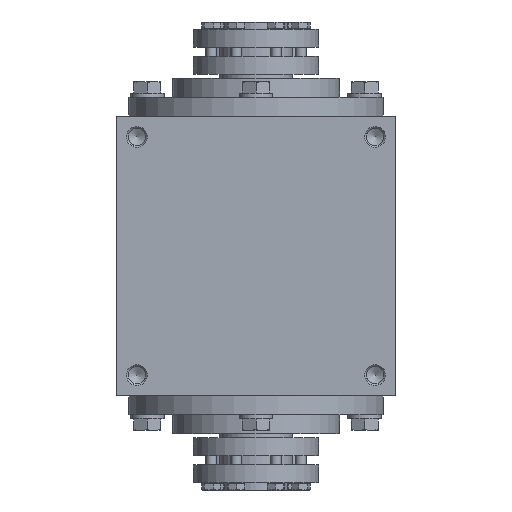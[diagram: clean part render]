
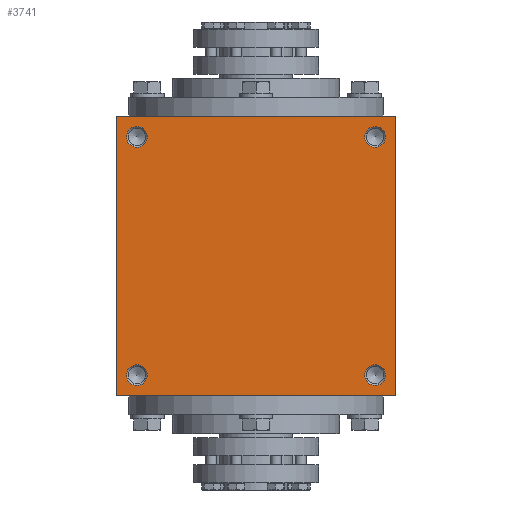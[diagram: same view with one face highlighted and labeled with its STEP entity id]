
A CAD part, left-side view. The second image highlights one B-rep face of the part: STEP entity #3741.
In plain terms, the highlighted face is planar.
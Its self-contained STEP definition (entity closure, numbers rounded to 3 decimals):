
#574=CIRCLE('',#5042,5.);
#575=CIRCLE('',#5043,5.);
#576=CIRCLE('',#5044,5.);
#577=CIRCLE('',#5045,5.);
#1344=ORIENTED_EDGE('',*,*,#1949,.F.);
#1345=ORIENTED_EDGE('',*,*,#1950,.T.);
#1346=ORIENTED_EDGE('',*,*,#1951,.F.);
#1347=ORIENTED_EDGE('',*,*,#1952,.T.);
#1348=ORIENTED_EDGE('',*,*,#1924,.F.);
#1349=ORIENTED_EDGE('',*,*,#1947,.F.);
#1350=ORIENTED_EDGE('',*,*,#1940,.F.);
#1351=ORIENTED_EDGE('',*,*,#1932,.F.);
#1924=EDGE_CURVE('',#2270,#2271,#2465,.T.);
#1932=EDGE_CURVE('',#2271,#2278,#2469,.T.);
#1940=EDGE_CURVE('',#2278,#2285,#2472,.T.);
#1947=EDGE_CURVE('',#2285,#2270,#2475,.T.);
#1949=EDGE_CURVE('',#2291,#2291,#574,.T.);
#1950=EDGE_CURVE('',#2292,#2292,#575,.T.);
#1951=EDGE_CURVE('',#2293,#2293,#576,.T.);
#1952=EDGE_CURVE('',#2294,#2294,#577,.T.);
#2270=VERTEX_POINT('',#7489);
#2271=VERTEX_POINT('',#7490);
#2278=VERTEX_POINT('',#7506);
#2285=VERTEX_POINT('',#7522);
#2291=VERTEX_POINT('',#7539);
#2292=VERTEX_POINT('',#7541);
#2293=VERTEX_POINT('',#7543);
#2294=VERTEX_POINT('',#7545);
#2465=LINE('',#7488,#2581);
#2469=LINE('',#7505,#2585);
#2472=LINE('',#7521,#2588);
#2475=LINE('',#7535,#2591);
#2581=VECTOR('',#6017,1000.);
#2585=VECTOR('',#6031,1000.);
#2588=VECTOR('',#6046,1000.);
#2591=VECTOR('',#6059,1000.);
#2863=EDGE_LOOP('',(#1344));
#2864=EDGE_LOOP('',(#1345));
#2865=EDGE_LOOP('',(#1346));
#2866=EDGE_LOOP('',(#1347));
#2867=EDGE_LOOP('',(#1348,#1349,#1350,#1351));
#3294=FACE_BOUND('',#2863,.T.);
#3295=FACE_BOUND('',#2864,.T.);
#3296=FACE_BOUND('',#2865,.T.);
#3297=FACE_BOUND('',#2866,.T.);
#3298=FACE_BOUND('',#2867,.T.);
#3553=PLANE('',#5041);
#3741=ADVANCED_FACE('',(#3294,#3295,#3296,#3297,#3298),#3553,.F.);
#5041=AXIS2_PLACEMENT_3D('',#7537,#6061,#6062);
#5042=AXIS2_PLACEMENT_3D('',#7538,#6063,#6064);
#5043=AXIS2_PLACEMENT_3D('',#7540,#6065,#6066);
#5044=AXIS2_PLACEMENT_3D('',#7542,#6067,#6068);
#5045=AXIS2_PLACEMENT_3D('',#7544,#6069,#6070);
#6017=DIRECTION('',(0.,-1.,0.));
#6031=DIRECTION('',(1.,0.,0.));
#6046=DIRECTION('',(0.,1.,0.));
#6059=DIRECTION('',(-1.,0.,0.));
#6061=DIRECTION('',(0.,0.,1.));
#6062=DIRECTION('',(1.,0.,0.));
#6063=DIRECTION('',(0.,0.,-1.));
#6064=DIRECTION('',(-1.,0.,0.));
#6065=DIRECTION('',(0.,0.,1.));
#6066=DIRECTION('',(1.,0.,0.));
#6067=DIRECTION('',(0.,0.,-1.));
#6068=DIRECTION('',(-1.,0.,0.));
#6069=DIRECTION('',(0.,0.,1.));
#6070=DIRECTION('',(1.,0.,0.));
#7488=CARTESIAN_POINT('',(-67.,67.,-67.));
#7489=CARTESIAN_POINT('',(-67.,67.,-67.));
#7490=CARTESIAN_POINT('',(-67.,-67.,-67.));
#7505=CARTESIAN_POINT('',(-67.,-67.,-67.));
#7506=CARTESIAN_POINT('',(67.,-67.,-67.));
#7521=CARTESIAN_POINT('',(67.,-67.,-67.));
#7522=CARTESIAN_POINT('',(67.,67.,-67.));
#7535=CARTESIAN_POINT('',(67.,67.,-67.));
#7537=CARTESIAN_POINT('',(0.,0.,-67.));
#7538=CARTESIAN_POINT('',(-57.,57.,-67.));
#7539=CARTESIAN_POINT('',(-62.,57.,-67.));
#7540=CARTESIAN_POINT('',(57.,57.,-67.));
#7541=CARTESIAN_POINT('',(62.,57.,-67.));
#7542=CARTESIAN_POINT('',(-57.,-57.,-67.));
#7543=CARTESIAN_POINT('',(-62.,-57.,-67.));
#7544=CARTESIAN_POINT('',(57.,-57.,-67.));
#7545=CARTESIAN_POINT('',(62.,-57.,-67.));
